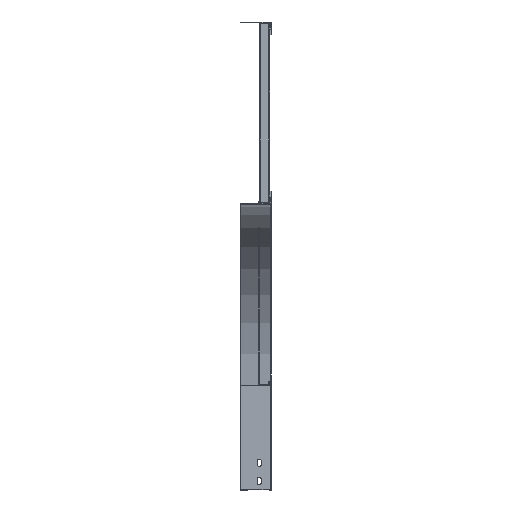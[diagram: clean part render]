
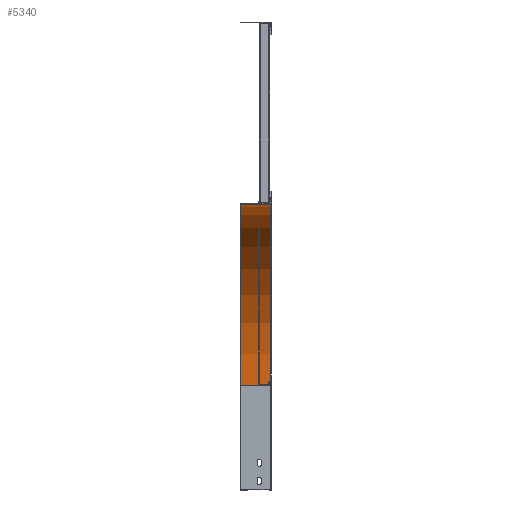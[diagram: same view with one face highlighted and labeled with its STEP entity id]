
A CAD part, left-side view. The second image highlights one B-rep face of the part: STEP entity #5340.
In plain terms, the highlighted cylindrical face has radius 298.8 mm (diameter 597.6 mm), a partial arc.
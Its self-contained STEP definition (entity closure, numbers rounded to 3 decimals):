
#115 = CARTESIAN_POINT ( 'NONE',  ( -450., -18., -2.6 ) ) ;
#116 = DIRECTION ( 'NONE',  ( 0., -1., 0. ) ) ;
#189 = CARTESIAN_POINT ( 'NONE',  ( -450., 30.201, -301.4 ) ) ;
#190 = DIRECTION ( 'NONE',  ( 0., 1., 0. ) ) ;
#191 = DIRECTION ( 'NONE',  ( 1., 0., 0. ) ) ;
#239 = CARTESIAN_POINT ( 'NONE',  ( -151.2, 14.26, -301.4 ) ) ;
#240 = DIRECTION ( 'NONE',  ( 0., 1., 0. ) ) ;
#780 = LINE ( 'NONE', #115, #782 ) ;
#782 = VECTOR ( 'NONE', #116, 1000. ) ;
#831 = CIRCLE ( 'NONE', #7577, 298.8 ) ;
#872 = LINE ( 'NONE', #239, #874 ) ;
#874 = VECTOR ( 'NONE', #240, 1000. ) ;
#1353 = CARTESIAN_POINT ( 'NONE',  ( -151.2, -18., -301.4 ) ) ;
#1368 = CARTESIAN_POINT ( 'NONE',  ( -151.2, 30.201, -301.4 ) ) ;
#1394 = CARTESIAN_POINT ( 'NONE',  ( -450., -18., -2.6 ) ) ;
#1410 = CARTESIAN_POINT ( 'NONE',  ( -450., 30.201, -2.6 ) ) ;
#2391 = ORIENTED_EDGE ( 'NONE', *, *, #7885, .F. ) ;
#2392 = ORIENTED_EDGE ( 'NONE', *, *, #7860, .T. ) ;
#2393 = ORIENTED_EDGE ( 'NONE', *, *, #7831, .F. ) ;
#2394 = ORIENTED_EDGE ( 'NONE', *, *, #7914, .F. ) ;
#5216 = FACE_OUTER_BOUND ( 'NONE', #8093, .T. ) ;
#5225 = CYLINDRICAL_SURFACE ( 'NONE', #9884, 298.8 ) ;
#5340 = ADVANCED_FACE ( 'NONE', ( #5216 ), #5225, .F. ) ;
#6956 = VERTEX_POINT ( 'NONE', #1353 ) ;
#6971 = VERTEX_POINT ( 'NONE', #1368 ) ;
#6997 = VERTEX_POINT ( 'NONE', #1394 ) ;
#7013 = VERTEX_POINT ( 'NONE', #1410 ) ;
#7558 = AXIS2_PLACEMENT_3D ( 'NONE', #9523, #9524, #9525 ) ;
#7577 = AXIS2_PLACEMENT_3D ( 'NONE', #189, #190, #191 ) ;
#7831 = EDGE_CURVE ( 'NONE', #7013, #6997, #780, .T. ) ;
#7860 = EDGE_CURVE ( 'NONE', #7013, #6971, #831, .T. ) ;
#7885 = EDGE_CURVE ( 'NONE', #6956, #6971, #872, .T. ) ;
#7914 = EDGE_CURVE ( 'NONE', #6997, #6956, #10522, .T. ) ;
#8093 = EDGE_LOOP ( 'NONE', ( #2394, #2393, #2392, #2391 ) ) ;
#9523 = CARTESIAN_POINT ( 'NONE',  ( -450., -18., -301.4 ) ) ;
#9524 = DIRECTION ( 'NONE',  ( 0., 1., 0. ) ) ;
#9525 = DIRECTION ( 'NONE',  ( 1., 0., 0. ) ) ;
#9884 = AXIS2_PLACEMENT_3D ( 'NONE', #10831, #10829, #10827 ) ;
#10522 = CIRCLE ( 'NONE', #7558, 298.8 ) ;
#10827 = DIRECTION ( 'NONE',  ( 1., 0., 0. ) ) ;
#10829 = DIRECTION ( 'NONE',  ( 0., 1., 0. ) ) ;
#10831 = CARTESIAN_POINT ( 'NONE',  ( -450., -19.8, -301.4 ) ) ;
